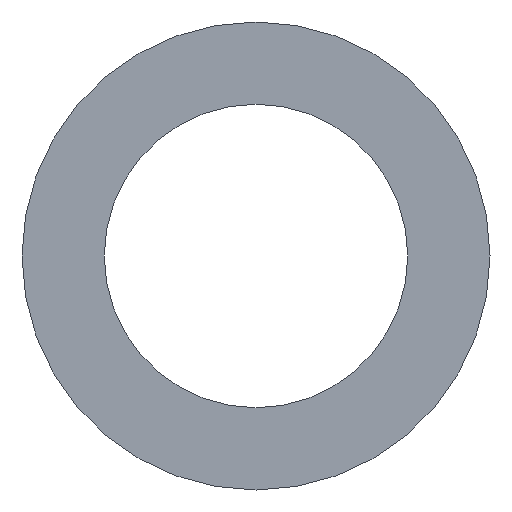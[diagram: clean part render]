
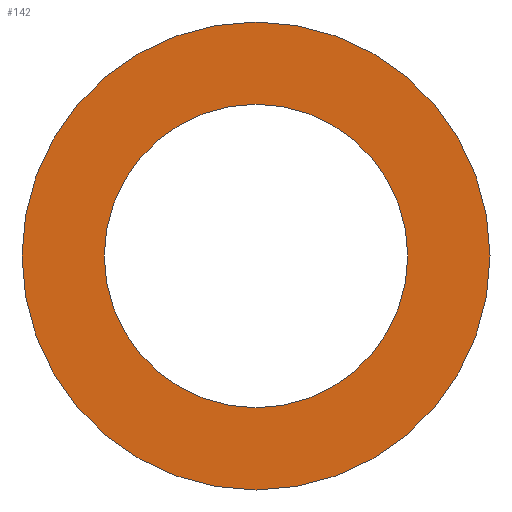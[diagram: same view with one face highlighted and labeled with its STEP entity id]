
A CAD part, front view. The second image highlights one B-rep face of the part: STEP entity #142.
In plain terms, the highlighted planar face has unit normal (0, -1, 0).
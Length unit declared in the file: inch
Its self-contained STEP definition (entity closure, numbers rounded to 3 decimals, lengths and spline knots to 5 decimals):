
#8 = VERTEX_POINT ( 'NONE', #148 ) ;
#11 = CIRCLE ( 'NONE', #73, 0.2425 ) ;
#14 = EDGE_CURVE ( 'NONE', #179, #23, #11, .T. ) ;
#19 = CARTESIAN_POINT ( 'NONE',  ( 0., 0., 0. ) ) ;
#21 = DIRECTION ( 'NONE',  ( 0., 1., 0. ) ) ;
#23 = VERTEX_POINT ( 'NONE', #150 ) ;
#34 = CARTESIAN_POINT ( 'NONE',  ( 0., 0., 0.2425 ) ) ;
#35 = EDGE_CURVE ( 'NONE', #102, #8, #100, .T. ) ;
#38 = ORIENTED_EDGE ( 'NONE', *, *, #14, .T. ) ;
#47 = FACE_OUTER_BOUND ( 'NONE', #49, .T. ) ;
#49 = EDGE_LOOP ( 'NONE', ( #155, #165 ) ) ;
#53 = DIRECTION ( 'NONE',  ( 0., 0., 1. ) ) ;
#61 = EDGE_CURVE ( 'NONE', #8, #102, #195, .T. ) ;
#68 = AXIS2_PLACEMENT_3D ( 'NONE', #230, #188, #95 ) ;
#70 = PLANE ( 'NONE',  #80 ) ;
#71 = DIRECTION ( 'NONE',  ( 0., 1., 0. ) ) ;
#73 = AXIS2_PLACEMENT_3D ( 'NONE', #88, #143, #203 ) ;
#77 = AXIS2_PLACEMENT_3D ( 'NONE', #227, #177, #93 ) ;
#80 = AXIS2_PLACEMENT_3D ( 'NONE', #19, #71, #91 ) ;
#81 = CIRCLE ( 'NONE', #121, 0.2425 ) ;
#86 = EDGE_LOOP ( 'NONE', ( #234, #38 ) ) ;
#88 = CARTESIAN_POINT ( 'NONE',  ( 0., 0., 0. ) ) ;
#91 = DIRECTION ( 'NONE',  ( 0., 0., 1. ) ) ;
#93 = DIRECTION ( 'NONE',  ( 0., 0., 1. ) ) ;
#95 = DIRECTION ( 'NONE',  ( 0., 0., 1. ) ) ;
#100 = CIRCLE ( 'NONE', #68, 0.374 ) ;
#102 = VERTEX_POINT ( 'NONE', #208 ) ;
#111 = FACE_BOUND ( 'NONE', #86, .T. ) ;
#121 = AXIS2_PLACEMENT_3D ( 'NONE', #243, #21, #53 ) ;
#142 = ADVANCED_FACE ( 'NONE', ( #47, #111 ), #70, .F. ) ;
#143 = DIRECTION ( 'NONE',  ( 0., 1., 0. ) ) ;
#148 = CARTESIAN_POINT ( 'NONE',  ( 0., 0., 0.374 ) ) ;
#150 = CARTESIAN_POINT ( 'NONE',  ( 0., 0., -0.2425 ) ) ;
#155 = ORIENTED_EDGE ( 'NONE', *, *, #35, .F. ) ;
#165 = ORIENTED_EDGE ( 'NONE', *, *, #61, .F. ) ;
#177 = DIRECTION ( 'NONE',  ( 0., 1., 0. ) ) ;
#179 = VERTEX_POINT ( 'NONE', #34 ) ;
#188 = DIRECTION ( 'NONE',  ( 0., 1., 0. ) ) ;
#195 = CIRCLE ( 'NONE', #77, 0.374 ) ;
#203 = DIRECTION ( 'NONE',  ( 0., 0., 1. ) ) ;
#208 = CARTESIAN_POINT ( 'NONE',  ( 0., 0., -0.374 ) ) ;
#227 = CARTESIAN_POINT ( 'NONE',  ( 0., 0., 0. ) ) ;
#230 = CARTESIAN_POINT ( 'NONE',  ( 0., 0., 0. ) ) ;
#234 = ORIENTED_EDGE ( 'NONE', *, *, #241, .T. ) ;
#241 = EDGE_CURVE ( 'NONE', #23, #179, #81, .T. ) ;
#243 = CARTESIAN_POINT ( 'NONE',  ( 0., 0., 0. ) ) ;
